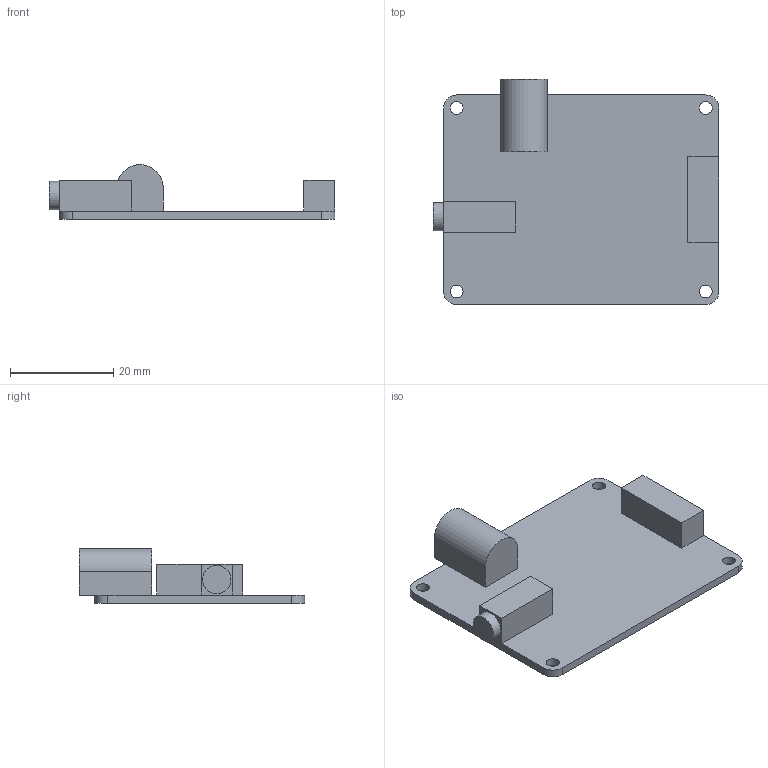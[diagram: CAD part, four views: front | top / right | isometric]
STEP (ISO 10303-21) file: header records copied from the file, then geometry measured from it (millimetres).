
FILE_DESCRIPTION(/* description */ (''),/* implementation_level */ '2;1');
FILE_NAME(/* name */ '1752 MAX9744.step',/* time_stamp */ '2018-07-07T16:16:44-04:00',/* author */ ('Adafruit'),/* organization */ (''),/* preprocessor_version */ 'ST-DEVELOPER v17',/* originating_system */ 'Autodesk Translation Framework v7.1.0.215',/* authorisation */ '');
FILE_SCHEMA (('AUTOMOTIVE_DESIGN { 1 0 10303 214 3 1 1 }'));
Length unit declared in the file: millimetre
Products named in the file (1): MAX9744
Bounding box: 55.34 x 43.64 x 10.6 mm (x, y, z)
Volume: 5591 mm3; surface area: 6137.6 mm2
Topology: 4 solids, 4 shells, 34 faces, 75 edges, 50 vertices
Faces by surface type: plane 24, cylinder 10
Full cylindrical faces by diameter (mm): 2.5 x4, 5.5 x1
Entity records: 985 total; most frequent: DIRECTION 165, CARTESIAN_POINT 160, ORIENTED_EDGE 150, EDGE_CURVE 75, LINE 55, VECTOR 55, AXIS2_PLACEMENT_3D 55, VERTEX_POINT 50
